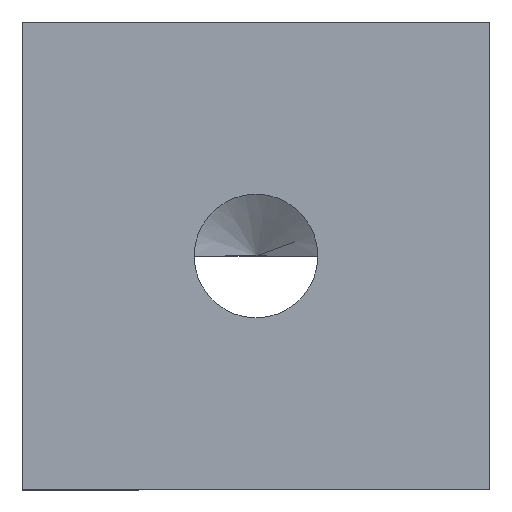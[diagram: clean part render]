
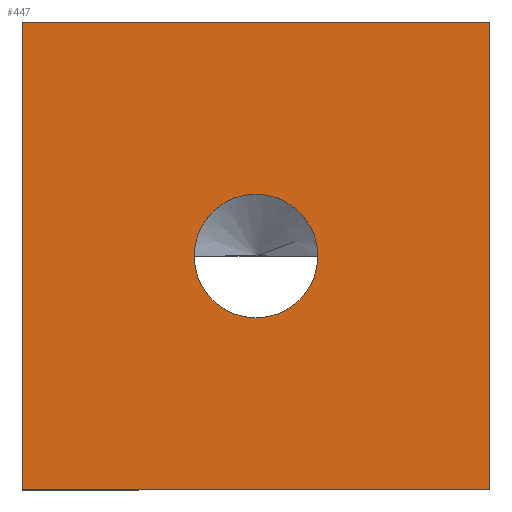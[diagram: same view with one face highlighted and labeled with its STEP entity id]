
A CAD part, front view. The second image highlights one B-rep face of the part: STEP entity #447.
In plain terms, the highlighted planar face has unit normal (0, -1, 0).
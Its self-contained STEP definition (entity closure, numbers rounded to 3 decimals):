
#28 = CARTESIAN_POINT ( 'NONE',  ( 6.25, -12.5, 12.5 ) ) ;
#34 = CIRCLE ( 'NONE', #3077, 1.65 ) ;
#274 = DIRECTION ( 'NONE',  ( 0., 1., 0. ) ) ;
#304 = EDGE_CURVE ( 'NONE', #3030, #3653, #2686, .T. ) ;
#307 = VECTOR ( 'NONE', #2347, 1000. ) ;
#308 = VERTEX_POINT ( 'NONE', #981 ) ;
#329 = EDGE_CURVE ( 'NONE', #3030, #308, #2917, .T. ) ;
#405 = VERTEX_POINT ( 'NONE', #2751 ) ;
#447 = ADVANCED_FACE ( 'NONE', ( #1322, #561 ), #2507, .F. ) ;
#561 = FACE_OUTER_BOUND ( 'NONE', #2135, .T. ) ;
#568 = AXIS2_PLACEMENT_3D ( 'NONE', #1929, #2494, #1725 ) ;
#675 = ORIENTED_EDGE ( 'NONE', *, *, #900, .F. ) ;
#708 = EDGE_CURVE ( 'NONE', #308, #1353, #1203, .T. ) ;
#764 = ORIENTED_EDGE ( 'NONE', *, *, #708, .T. ) ;
#765 = ORIENTED_EDGE ( 'NONE', *, *, #329, .T. ) ;
#900 = EDGE_CURVE ( 'NONE', #3653, #1353, #3612, .T. ) ;
#943 = CARTESIAN_POINT ( 'NONE',  ( -6.25, -12.5, 12.5 ) ) ;
#981 = CARTESIAN_POINT ( 'NONE',  ( -6.25, -12.5, 0. ) ) ;
#1010 = ORIENTED_EDGE ( 'NONE', *, *, #2335, .F. ) ;
#1096 = VERTEX_POINT ( 'NONE', #1260 ) ;
#1203 = LINE ( 'NONE', #3464, #307 ) ;
#1260 = CARTESIAN_POINT ( 'NONE',  ( 0., -12.5, 4.6 ) ) ;
#1322 = FACE_BOUND ( 'NONE', #2004, .T. ) ;
#1353 = VERTEX_POINT ( 'NONE', #2373 ) ;
#1725 = DIRECTION ( 'NONE',  ( 0., 0., -1. ) ) ;
#1838 = CIRCLE ( 'NONE', #568, 1.65 ) ;
#1929 = CARTESIAN_POINT ( 'NONE',  ( 0., -12.5, 6.25 ) ) ;
#2004 = EDGE_LOOP ( 'NONE', ( #2489, #1010 ) ) ;
#2025 = ORIENTED_EDGE ( 'NONE', *, *, #304, .F. ) ;
#2090 = DIRECTION ( 'NONE',  ( 0., -1., 0. ) ) ;
#2135 = EDGE_LOOP ( 'NONE', ( #764, #675, #2025, #765 ) ) ;
#2165 = DIRECTION ( 'NONE',  ( 0., 0., -1. ) ) ;
#2300 = VECTOR ( 'NONE', #2985, 1000. ) ;
#2324 = CARTESIAN_POINT ( 'NONE',  ( 0., -12.5, 6.25 ) ) ;
#2335 = EDGE_CURVE ( 'NONE', #405, #1096, #1838, .T. ) ;
#2347 = DIRECTION ( 'NONE',  ( 1., 0., 0. ) ) ;
#2356 = DIRECTION ( 'NONE',  ( 0., 0., -1. ) ) ;
#2373 = CARTESIAN_POINT ( 'NONE',  ( 6.25, -12.5, 0. ) ) ;
#2489 = ORIENTED_EDGE ( 'NONE', *, *, #2557, .F. ) ;
#2494 = DIRECTION ( 'NONE',  ( 0., -1., 0. ) ) ;
#2507 = PLANE ( 'NONE',  #2827 ) ;
#2557 = EDGE_CURVE ( 'NONE', #1096, #405, #34, .T. ) ;
#2632 = CARTESIAN_POINT ( 'NONE',  ( 6.25, -12.5, 12.5 ) ) ;
#2686 = LINE ( 'NONE', #3546, #2300 ) ;
#2695 = CARTESIAN_POINT ( 'NONE',  ( 6.25, -12.5, 12.5 ) ) ;
#2751 = CARTESIAN_POINT ( 'NONE',  ( 0., -12.5, 7.9 ) ) ;
#2765 = VECTOR ( 'NONE', #2356, 1000. ) ;
#2827 = AXIS2_PLACEMENT_3D ( 'NONE', #28, #274, #2867 ) ;
#2867 = DIRECTION ( 'NONE',  ( 0., 0., 1. ) ) ;
#2917 = LINE ( 'NONE', #943, #2765 ) ;
#2985 = DIRECTION ( 'NONE',  ( 1., 0., 0. ) ) ;
#3030 = VERTEX_POINT ( 'NONE', #3068 ) ;
#3068 = CARTESIAN_POINT ( 'NONE',  ( -6.25, -12.5, 12.5 ) ) ;
#3077 = AXIS2_PLACEMENT_3D ( 'NONE', #2324, #2090, #3170 ) ;
#3170 = DIRECTION ( 'NONE',  ( 0., 0., -1. ) ) ;
#3464 = CARTESIAN_POINT ( 'NONE',  ( 6.25, -12.5, 0. ) ) ;
#3546 = CARTESIAN_POINT ( 'NONE',  ( 6.25, -12.5, 12.5 ) ) ;
#3548 = VECTOR ( 'NONE', #2165, 1000. ) ;
#3612 = LINE ( 'NONE', #2695, #3548 ) ;
#3653 = VERTEX_POINT ( 'NONE', #2632 ) ;
